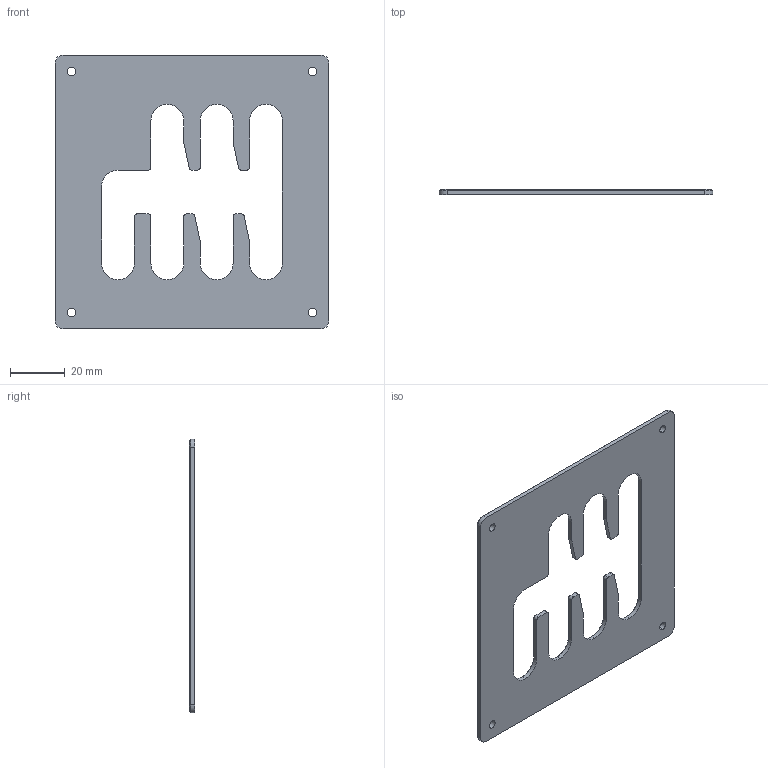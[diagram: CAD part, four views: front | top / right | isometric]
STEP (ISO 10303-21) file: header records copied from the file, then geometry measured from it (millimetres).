
FILE_DESCRIPTION (( 'STEP AP214' ), '1' );
FILE_NAME ('Shifter Top Plate.STEP', '2025-01-30T20:26:56', ( '' ), ( '' ), 'SwSTEP 2.0', 'SolidWorks 2022', '' );
FILE_SCHEMA (( 'AUTOMOTIVE_DESIGN' ));
Length unit declared in the file: millimetre
Products named in the file (1): Shifter Top Plate
Bounding box: 100 x 2 x 100 mm (x, y, z)
Volume: 13821.1 mm3; surface area: 15443.9 mm2
Topology: 1 solids, 1 shells, 124 faces, 309 edges, 187 vertices
Faces by surface type: plane 56, cylinder 38, cone 30
Entity records: 3697 total; most frequent: DIRECTION 665, CARTESIAN_POINT 621, ORIENTED_EDGE 618, EDGE_CURVE 309, AXIS2_PLACEMENT_3D 231, VECTOR 203, LINE 203, VERTEX_POINT 187
